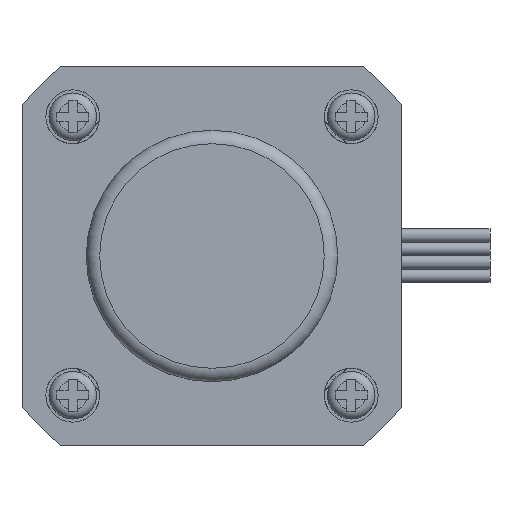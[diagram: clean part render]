
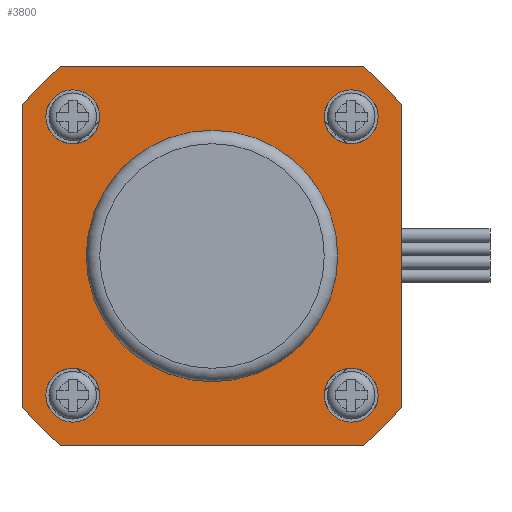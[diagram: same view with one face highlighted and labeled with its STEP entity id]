
A CAD part, left-side view. The second image highlights one B-rep face of the part: STEP entity #3800.
In plain terms, the highlighted planar face has unit normal (-1, 0, 0).
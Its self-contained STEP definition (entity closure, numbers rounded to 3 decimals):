
#159=FACE_BOUND('',#576,.T.);
#160=FACE_BOUND('',#577,.T.);
#161=FACE_BOUND('',#578,.T.);
#162=FACE_BOUND('',#579,.T.);
#163=FACE_BOUND('',#580,.T.);
#346=FACE_OUTER_BOUND('',#575,.T.);
#575=EDGE_LOOP('',(#2991,#2992,#2993,#2994,#2995,#2996,#2997,#2998));
#576=EDGE_LOOP('',(#2999));
#577=EDGE_LOOP('',(#3000));
#578=EDGE_LOOP('',(#3001));
#579=EDGE_LOOP('',(#3002));
#580=EDGE_LOOP('',(#3003));
#851=LINE('',#6208,#1185);
#852=LINE('',#6212,#1186);
#853=LINE('',#6216,#1187);
#854=LINE('',#6219,#1188);
#1185=VECTOR('',#5034,33.567);
#1186=VECTOR('',#5037,33.567);
#1187=VECTOR('',#5040,33.567);
#1188=VECTOR('',#5043,33.567);
#1471=CIRCLE('',#4231,14.);
#1474=CIRCLE('',#4237,27.);
#1475=CIRCLE('',#4238,27.);
#1476=CIRCLE('',#4239,27.);
#1477=CIRCLE('',#4240,27.);
#1478=CIRCLE('',#4241,3.);
#1479=CIRCLE('',#4242,3.);
#1480=CIRCLE('',#4243,3.);
#1481=CIRCLE('',#4244,3.);
#1741=VERTEX_POINT('',#6194);
#1744=VERTEX_POINT('',#6204);
#1745=VERTEX_POINT('',#6205);
#1746=VERTEX_POINT('',#6207);
#1747=VERTEX_POINT('',#6209);
#1748=VERTEX_POINT('',#6211);
#1749=VERTEX_POINT('',#6213);
#1750=VERTEX_POINT('',#6215);
#1751=VERTEX_POINT('',#6217);
#1752=VERTEX_POINT('',#6220);
#1753=VERTEX_POINT('',#6222);
#1754=VERTEX_POINT('',#6224);
#1755=VERTEX_POINT('',#6226);
#2197=EDGE_CURVE('',#1741,#1741,#1471,.T.);
#2200=EDGE_CURVE('',#1744,#1745,#1474,.T.);
#2201=EDGE_CURVE('',#1746,#1744,#851,.T.);
#2202=EDGE_CURVE('',#1747,#1746,#1475,.T.);
#2203=EDGE_CURVE('',#1748,#1747,#852,.T.);
#2204=EDGE_CURVE('',#1749,#1748,#1476,.T.);
#2205=EDGE_CURVE('',#1750,#1749,#853,.T.);
#2206=EDGE_CURVE('',#1751,#1750,#1477,.T.);
#2207=EDGE_CURVE('',#1745,#1751,#854,.T.);
#2208=EDGE_CURVE('',#1752,#1752,#1478,.T.);
#2209=EDGE_CURVE('',#1753,#1753,#1479,.T.);
#2210=EDGE_CURVE('',#1754,#1754,#1480,.T.);
#2211=EDGE_CURVE('',#1755,#1755,#1481,.T.);
#2991=ORIENTED_EDGE('',*,*,#2200,.F.);
#2992=ORIENTED_EDGE('',*,*,#2201,.F.);
#2993=ORIENTED_EDGE('',*,*,#2202,.F.);
#2994=ORIENTED_EDGE('',*,*,#2203,.F.);
#2995=ORIENTED_EDGE('',*,*,#2204,.F.);
#2996=ORIENTED_EDGE('',*,*,#2205,.F.);
#2997=ORIENTED_EDGE('',*,*,#2206,.F.);
#2998=ORIENTED_EDGE('',*,*,#2207,.F.);
#2999=ORIENTED_EDGE('',*,*,#2197,.T.);
#3000=ORIENTED_EDGE('',*,*,#2208,.F.);
#3001=ORIENTED_EDGE('',*,*,#2209,.T.);
#3002=ORIENTED_EDGE('',*,*,#2210,.T.);
#3003=ORIENTED_EDGE('',*,*,#2211,.F.);
#3625=PLANE('',#4236);
#3800=ADVANCED_FACE('',(#346,#159,#160,#161,#162,#163),#3625,.F.);
#4231=AXIS2_PLACEMENT_3D('',#6196,#5020,#5021);
#4236=AXIS2_PLACEMENT_3D('',#6203,#5030,#5031);
#4237=AXIS2_PLACEMENT_3D('',#6206,#5032,#5033);
#4238=AXIS2_PLACEMENT_3D('',#6210,#5035,#5036);
#4239=AXIS2_PLACEMENT_3D('',#6214,#5038,#5039);
#4240=AXIS2_PLACEMENT_3D('',#6218,#5041,#5042);
#4241=AXIS2_PLACEMENT_3D('',#6221,#5044,#5045);
#4242=AXIS2_PLACEMENT_3D('',#6223,#5046,#5047);
#4243=AXIS2_PLACEMENT_3D('',#6225,#5048,#5049);
#4244=AXIS2_PLACEMENT_3D('',#6227,#5050,#5051);
#5020=DIRECTION('center_axis',(1.,0.,0.));
#5021=DIRECTION('ref_axis',(0.,0.,1.));
#5030=DIRECTION('center_axis',(1.,0.,0.));
#5031=DIRECTION('ref_axis',(0.,0.,-1.));
#5032=DIRECTION('center_axis',(1.,0.,0.));
#5033=DIRECTION('ref_axis',(0.,-0.622,0.783));
#5034=DIRECTION('',(0.,-1.,0.));
#5035=DIRECTION('center_axis',(1.,0.,0.));
#5036=DIRECTION('ref_axis',(0.,0.783,0.622));
#5037=DIRECTION('',(0.,0.,1.));
#5038=DIRECTION('center_axis',(1.,0.,0.));
#5039=DIRECTION('ref_axis',(0.,0.622,-0.783));
#5040=DIRECTION('',(0.,1.,0.));
#5041=DIRECTION('center_axis',(1.,0.,0.));
#5042=DIRECTION('ref_axis',(0.,-0.783,-0.622));
#5043=DIRECTION('',(0.,0.,-1.));
#5044=DIRECTION('center_axis',(-1.,0.,0.));
#5045=DIRECTION('ref_axis',(0.,0.,-1.));
#5046=DIRECTION('center_axis',(1.,0.,0.));
#5047=DIRECTION('ref_axis',(0.,0.,-1.));
#5048=DIRECTION('center_axis',(1.,0.,0.));
#5049=DIRECTION('ref_axis',(0.,0.,1.));
#5050=DIRECTION('center_axis',(-1.,0.,0.));
#5051=DIRECTION('ref_axis',(0.,0.,1.));
#6194=CARTESIAN_POINT('',(0.,0.,-14.));
#6196=CARTESIAN_POINT('Origin',(0.,0.,0.));
#6203=CARTESIAN_POINT('Origin',(0.,0.,0.));
#6204=CARTESIAN_POINT('',(0.,-16.783,21.15));
#6205=CARTESIAN_POINT('',(0.,-21.15,16.783));
#6206=CARTESIAN_POINT('Origin',(0.,0.,0.));
#6207=CARTESIAN_POINT('',(0.,16.783,21.15));
#6208=CARTESIAN_POINT('',(0.,16.783,21.15));
#6209=CARTESIAN_POINT('',(0.,21.15,16.783));
#6210=CARTESIAN_POINT('Origin',(0.,0.,0.));
#6211=CARTESIAN_POINT('',(0.,21.15,-16.783));
#6212=CARTESIAN_POINT('',(0.,21.15,-16.783));
#6213=CARTESIAN_POINT('',(0.,16.783,-21.15));
#6214=CARTESIAN_POINT('Origin',(0.,0.,0.));
#6215=CARTESIAN_POINT('',(0.,-16.783,-21.15));
#6216=CARTESIAN_POINT('',(0.,-16.783,-21.15));
#6217=CARTESIAN_POINT('',(0.,-21.15,-16.783));
#6218=CARTESIAN_POINT('Origin',(0.,0.,0.));
#6219=CARTESIAN_POINT('',(0.,-21.15,16.783));
#6220=CARTESIAN_POINT('',(0.,-15.5,18.5));
#6221=CARTESIAN_POINT('Origin',(0.,-15.5,15.5));
#6222=CARTESIAN_POINT('',(0.,15.5,18.5));
#6223=CARTESIAN_POINT('Origin',(0.,15.5,15.5));
#6224=CARTESIAN_POINT('',(0.,-15.5,-18.5));
#6225=CARTESIAN_POINT('Origin',(0.,-15.5,-15.5));
#6226=CARTESIAN_POINT('',(0.,15.5,-18.5));
#6227=CARTESIAN_POINT('Origin',(0.,15.5,-15.5));
